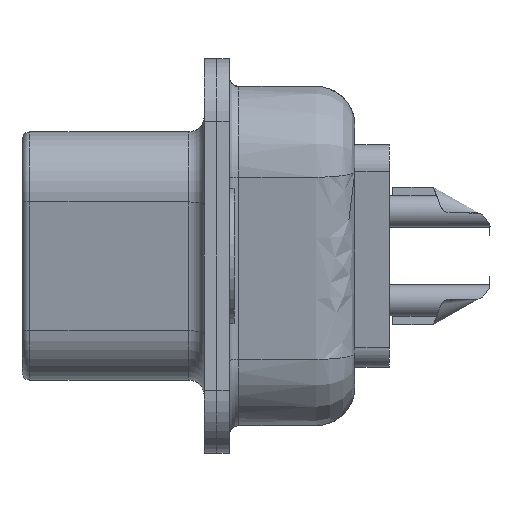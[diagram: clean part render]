
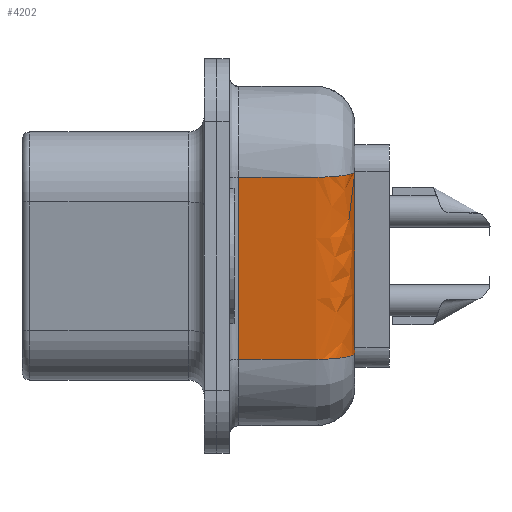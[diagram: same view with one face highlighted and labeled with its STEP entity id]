
A CAD part, left-side view. The second image highlights one B-rep face of the part: STEP entity #4202.
In plain terms, the highlighted free-form (B-spline) face has degree [3, 3] with [10, 4] control points.
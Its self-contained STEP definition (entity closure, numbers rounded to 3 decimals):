
#31=(
BOUNDED_SURFACE()
B_SPLINE_SURFACE(3,3,((#8317,#8318,#8319,#8320),(#8321,#8322,#8323,#8324),
(#8325,#8326,#8327,#8328),(#8329,#8330,#8331,#8332),(#8333,#8334,#8335,
#8336),(#8337,#8338,#8339,#8340),(#8341,#8342,#8343,#8344),(#8345,#8346,
#8347,#8348),(#8349,#8350,#8351,#8352),(#8353,#8354,#8355,#8356)),
 .UNSPECIFIED.,.F.,.F.,.F.)
B_SPLINE_SURFACE_WITH_KNOTS((4,3,3,4),(4,4),(0.068,0.113,
0.482,0.944),(0.234,0.279),
 .PIECEWISE_BEZIER_KNOTS.)
GEOMETRIC_REPRESENTATION_ITEM()
RATIONAL_B_SPLINE_SURFACE(((1.,1.,1.,1.),(1.,1.,1.,1.),(1.,1.,1.,1.),(1.,
1.,1.,1.),(0.805,0.805,0.805,0.805),
(0.805,0.805,0.805,0.805),
(1.,1.,1.,1.),(1.,1.,1.,1.),(1.,1.,1.,1.),(1.,1.,1.,1.)))
REPRESENTATION_ITEM('')
SURFACE()
);
#84=B_SPLINE_CURVE_WITH_KNOTS('',3,(#8357,#8358,#8359,#8360),
 .UNSPECIFIED.,.F.,.F.,(4,4),(0.,0.006),
 .UNSPECIFIED.);
#85=B_SPLINE_CURVE_WITH_KNOTS('',3,(#8368,#8369,#8370,#8371),
 .UNSPECIFIED.,.F.,.F.,(4,4),(0.,0.006),.UNSPECIFIED.);
#462=LINE('',#8242,#674);
#463=LINE('',#8246,#675);
#466=LINE('',#8362,#678);
#467=LINE('',#8366,#679);
#674=VECTOR('',#5931,1000.);
#675=VECTOR('',#5934,1000.);
#678=VECTOR('',#5941,1000.);
#679=VECTOR('',#5944,1000.);
#1803=ORIENTED_EDGE('',*,*,#2425,.F.);
#1804=ORIENTED_EDGE('',*,*,#2426,.T.);
#1805=ORIENTED_EDGE('',*,*,#2427,.T.);
#1806=ORIENTED_EDGE('',*,*,#2428,.T.);
#1807=ORIENTED_EDGE('',*,*,#2429,.T.);
#1808=ORIENTED_EDGE('',*,*,#2418,.F.);
#1809=ORIENTED_EDGE('',*,*,#2417,.F.);
#1810=ORIENTED_EDGE('',*,*,#2416,.F.);
#2416=EDGE_CURVE('',#2833,#2834,#462,.F.);
#2417=EDGE_CURVE('',#2834,#2835,#3109,.F.);
#2418=EDGE_CURVE('',#2835,#2836,#463,.F.);
#2425=EDGE_CURVE('',#2841,#2833,#84,.T.);
#2426=EDGE_CURVE('',#2841,#2842,#466,.F.);
#2427=EDGE_CURVE('',#2842,#2843,#3112,.F.);
#2428=EDGE_CURVE('',#2843,#2844,#467,.F.);
#2429=EDGE_CURVE('',#2844,#2836,#85,.T.);
#2833=VERTEX_POINT('',#8241);
#2834=VERTEX_POINT('',#8243);
#2835=VERTEX_POINT('',#8245);
#2836=VERTEX_POINT('',#8247);
#2841=VERTEX_POINT('',#8361);
#2842=VERTEX_POINT('',#8363);
#2843=VERTEX_POINT('',#8365);
#2844=VERTEX_POINT('',#8367);
#3109=CIRCLE('',#4742,1.25);
#3112=CIRCLE('',#4745,1.25);
#3506=EDGE_LOOP('',(#1803,#1804,#1805,#1806,#1807,#1808,#1809,#1810));
#3914=FACE_BOUND('',#3506,.T.);
#4202=ADVANCED_FACE('',(#3914),#31,.T.);
#4742=AXIS2_PLACEMENT_3D('',#8244,#5932,#5933);
#4745=AXIS2_PLACEMENT_3D('',#8364,#5942,#5943);
#5931=DIRECTION('',(0.988,0.,0.156));
#5932=DIRECTION('',(-0.156,0.,0.988));
#5933=DIRECTION('',(0.,1.,0.));
#5934=DIRECTION('',(0.,-1.,0.));
#5941=DIRECTION('',(0.988,0.,0.156));
#5942=DIRECTION('',(-0.156,0.,0.988));
#5943=DIRECTION('',(0.,1.,0.));
#5944=DIRECTION('',(0.,-1.,0.));
#8241=CARTESIAN_POINT('',(-26.231,-4.4,-3.058));
#8242=CARTESIAN_POINT('',(-25.873,-4.4,-3.002));
#8243=CARTESIAN_POINT('',(-26.466,-4.4,-3.096));
#8244=CARTESIAN_POINT('',(-26.466,-3.15,-3.096));
#8245=CARTESIAN_POINT('',(-27.701,-3.15,-3.291));
#8246=CARTESIAN_POINT('',(-27.701,-0.4,-3.291));
#8247=CARTESIAN_POINT('',(-27.701,-0.7,-3.291));
#8317=CARTESIAN_POINT('',(-27.15,-4.4,2.742));
#8318=CARTESIAN_POINT('',(-26.843,-4.4,0.808));
#8319=CARTESIAN_POINT('',(-26.537,-4.4,-1.125));
#8320=CARTESIAN_POINT('',(-26.231,-4.4,-3.058));
#8321=CARTESIAN_POINT('',(-27.228,-4.4,2.729));
#8322=CARTESIAN_POINT('',(-26.922,-4.4,0.796));
#8323=CARTESIAN_POINT('',(-26.616,-4.4,-1.137));
#8324=CARTESIAN_POINT('',(-26.309,-4.4,-3.071));
#8325=CARTESIAN_POINT('',(-27.306,-4.4,2.717));
#8326=CARTESIAN_POINT('',(-27.,-4.4,0.784));
#8327=CARTESIAN_POINT('',(-26.694,-4.4,-1.15));
#8328=CARTESIAN_POINT('',(-26.388,-4.4,-3.083));
#8329=CARTESIAN_POINT('',(-27.385,-4.4,2.704));
#8330=CARTESIAN_POINT('',(-27.078,-4.4,0.771));
#8331=CARTESIAN_POINT('',(-26.772,-4.4,-1.162));
#8332=CARTESIAN_POINT('',(-26.466,-4.4,-3.096));
#8333=CARTESIAN_POINT('',(-28.108,-4.4,2.59));
#8334=CARTESIAN_POINT('',(-27.802,-4.4,0.657));
#8335=CARTESIAN_POINT('',(-27.495,-4.4,-1.277));
#8336=CARTESIAN_POINT('',(-27.189,-4.4,-3.21));
#8337=CARTESIAN_POINT('',(-28.619,-3.882,2.509));
#8338=CARTESIAN_POINT('',(-28.313,-3.882,0.576));
#8339=CARTESIAN_POINT('',(-28.007,-3.882,-1.358));
#8340=CARTESIAN_POINT('',(-27.701,-3.882,-3.291));
#8341=CARTESIAN_POINT('',(-28.619,-3.15,2.509));
#8342=CARTESIAN_POINT('',(-28.313,-3.15,0.576));
#8343=CARTESIAN_POINT('',(-28.007,-3.15,-1.358));
#8344=CARTESIAN_POINT('',(-27.701,-3.15,-3.291));
#8345=CARTESIAN_POINT('',(-28.619,-2.333,2.509));
#8346=CARTESIAN_POINT('',(-28.313,-2.333,0.576));
#8347=CARTESIAN_POINT('',(-28.007,-2.333,-1.358));
#8348=CARTESIAN_POINT('',(-27.701,-2.333,-3.291));
#8349=CARTESIAN_POINT('',(-28.619,-1.517,2.509));
#8350=CARTESIAN_POINT('',(-28.313,-1.517,0.576));
#8351=CARTESIAN_POINT('',(-28.007,-1.517,-1.358));
#8352=CARTESIAN_POINT('',(-27.701,-1.517,-3.291));
#8353=CARTESIAN_POINT('',(-28.619,-0.7,2.509));
#8354=CARTESIAN_POINT('',(-28.313,-0.7,0.576));
#8355=CARTESIAN_POINT('',(-28.007,-0.7,-1.358));
#8356=CARTESIAN_POINT('',(-27.701,-0.7,-3.291));
#8357=CARTESIAN_POINT('',(-27.15,-4.4,2.742));
#8358=CARTESIAN_POINT('',(-26.843,-4.4,0.808));
#8359=CARTESIAN_POINT('',(-26.537,-4.4,-1.125));
#8360=CARTESIAN_POINT('',(-26.231,-4.4,-3.058));
#8361=CARTESIAN_POINT('',(-27.15,-4.4,2.742));
#8362=CARTESIAN_POINT('',(-26.792,-4.4,2.798));
#8363=CARTESIAN_POINT('',(-27.385,-4.4,2.704));
#8364=CARTESIAN_POINT('',(-27.385,-3.15,2.704));
#8365=CARTESIAN_POINT('',(-28.619,-3.15,2.509));
#8366=CARTESIAN_POINT('',(-28.619,-0.4,2.509));
#8367=CARTESIAN_POINT('',(-28.619,-0.7,2.509));
#8368=CARTESIAN_POINT('',(-28.619,-0.7,2.509));
#8369=CARTESIAN_POINT('',(-28.313,-0.7,0.576));
#8370=CARTESIAN_POINT('',(-28.007,-0.7,-1.358));
#8371=CARTESIAN_POINT('',(-27.701,-0.7,-3.291));
